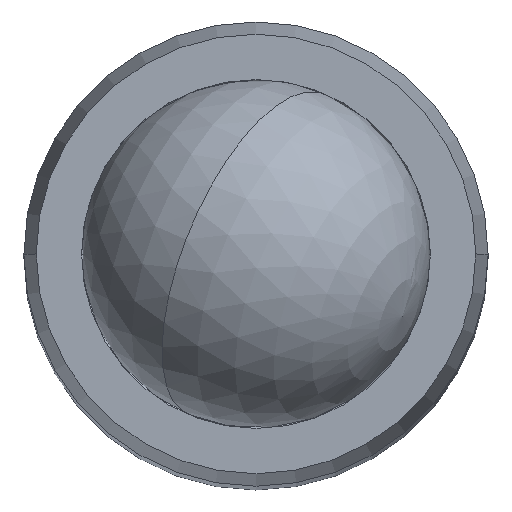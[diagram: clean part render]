
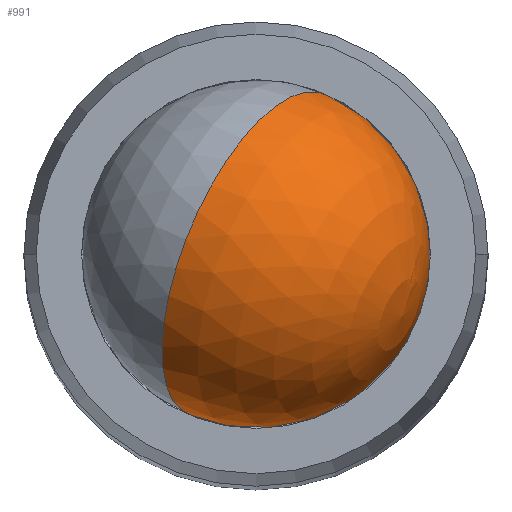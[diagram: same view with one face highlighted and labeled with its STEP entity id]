
A CAD part, top view. The second image highlights one B-rep face of the part: STEP entity #991.
In plain terms, the highlighted spherical face has radius 3.572 mm.
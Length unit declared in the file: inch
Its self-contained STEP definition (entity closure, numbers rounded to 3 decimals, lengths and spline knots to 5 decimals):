
#142 = DIRECTION ( 'NONE',  ( -0.432, 0., 0.902 ) ) ;
#157 = FACE_OUTER_BOUND ( 'NONE', #563, .T. ) ;
#304 = ORIENTED_EDGE ( 'NONE', *, *, #553, .F. ) ;
#346 = DIRECTION ( 'NONE',  ( 0.842, -0.358, 0.404 ) ) ;
#349 = CARTESIAN_POINT ( 'NONE',  ( 0.22671, 0.212, 0.76716 ) ) ;
#388 = AXIS2_PLACEMENT_3D ( 'NONE', #722, #1201, #142 ) ;
#535 = DIRECTION ( 'NONE',  ( 0.432, 0., -0.902 ) ) ;
#553 = EDGE_CURVE ( 'NONE', #725, #891, #887, .T. ) ;
#563 = EDGE_LOOP ( 'NONE', ( #304, #1009 ) ) ;
#565 = DIRECTION ( 'NONE',  ( 0.36, 0.93, 0.076 ) ) ;
#722 = CARTESIAN_POINT ( 'NONE',  ( 0.28333, 0.20053, 0.63894 ) ) ;
#725 = VERTEX_POINT ( 'NONE', #979 ) ;
#824 = EDGE_CURVE ( 'NONE', #725, #891, #1003, .T. ) ;
#887 = CIRCLE ( 'NONE', #388, 0.14063 ) ;
#891 = VERTEX_POINT ( 'NONE', #349 ) ;
#979 = CARTESIAN_POINT ( 'NONE',  ( 0.33994, 0.18906, 0.51073 ) ) ;
#985 = SPHERICAL_SURFACE ( 'NONE', #1088, 0.14063 ) ;
#991 = ADVANCED_FACE ( 'NONE', ( #157 ), #985, .T. ) ;
#1003 = CIRCLE ( 'NONE', #1099, 0.14062 ) ;
#1009 = ORIENTED_EDGE ( 'NONE', *, *, #824, .T. ) ;
#1062 = DIRECTION ( 'NONE',  ( -0.842, 0.358, -0.404 ) ) ;
#1088 = AXIS2_PLACEMENT_3D ( 'NONE', #1147, #1062, #565 ) ;
#1099 = AXIS2_PLACEMENT_3D ( 'NONE', #1221, #346, #535 ) ;
#1147 = CARTESIAN_POINT ( 'NONE',  ( 0.28333, 0.20053, 0.63894 ) ) ;
#1201 = DIRECTION ( 'NONE',  ( -0.842, 0.358, -0.404 ) ) ;
#1221 = CARTESIAN_POINT ( 'NONE',  ( 0.28333, 0.20053, 0.63894 ) ) ;
